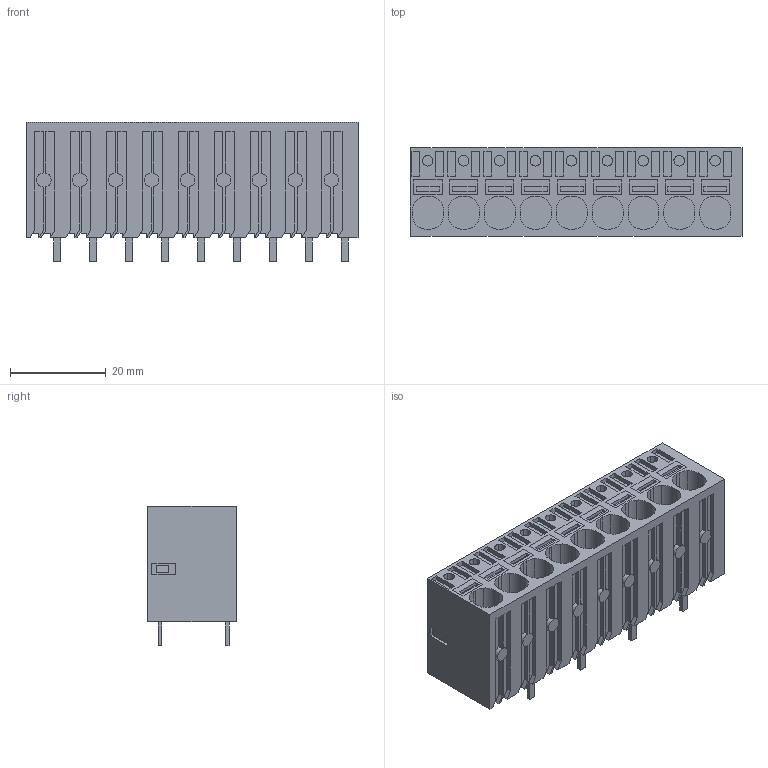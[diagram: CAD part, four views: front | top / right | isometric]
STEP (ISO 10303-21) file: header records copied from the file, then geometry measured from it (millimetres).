
FILE_DESCRIPTION(('CATIA V5 STEP Exchange','CAx-IF Rec.Pracs.--- Model Styling and Organization---1.4--- 2014-01-23'),'2;1');
FILE_NAME ('D1462823_1_2491690000_2491690000.stp','2018-11-19T15:34:20+00:00',('none'),('Weidmueller'),'CATIA Version 5-6 Release 2016 SP3 HF44','CATIA V5 STEP AP214','none');
FILE_SCHEMA(('AUTOMOTIVE_DESIGN { 1 0 10303 214 1 1 1 1 }'));
Length unit declared in the file: millimetre
Products named in the file (1): 2491690000
Bounding box: 69.3 x 18.5 x 29.15 mm (x, y, z)
Volume: 27195.7 mm3; surface area: 11543.1 mm2
Topology: 19 solids, 19 shells, 735 faces, 1903 edges, 1262 vertices
Faces by surface type: plane 627, cylinder 108
Entity records: 21364 total; most frequent: ORIENTED_EDGE 3806, CARTESIAN_POINT 3663, DIRECTION 2863, EDGE_CURVE 1903, VECTOR 1687, LINE 1687, VERTEX_POINT 1262, EDGE_LOOP 791
